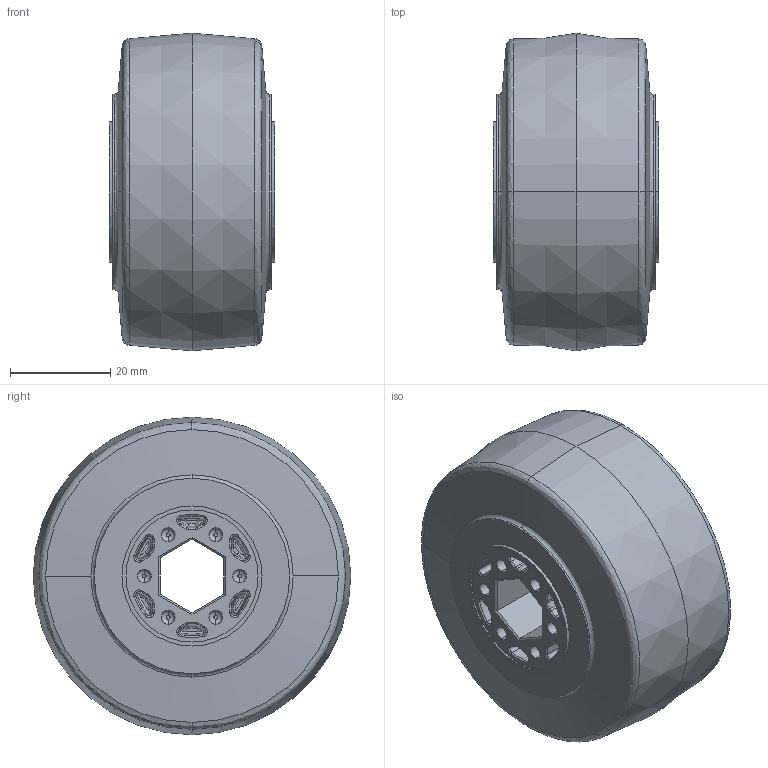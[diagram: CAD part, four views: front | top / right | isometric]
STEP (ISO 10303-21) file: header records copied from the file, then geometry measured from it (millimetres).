
FILE_DESCRIPTION (( 'STEP AP203' ), '1' );
FILE_NAME ('217-4046-STEP-20141030.STEP', '2014-10-30T21:08:55', ( 'IFMI-VEX04' ), ( '' ), 'SwSTEP 2.0', 'SolidWorks 2014', '' );
FILE_SCHEMA (( 'CONFIG_CONTROL_DESIGN' ));
Length unit declared in the file: millimetre
Products named in the file (1): 217-4046-STEP-20141030
Bounding box: 33.1 x 63.5 x 63.5 mm (x, y, z)
Volume: 84168.5 mm3; surface area: 16126.5 mm2
Topology: 1 solids, 1 shells, 379 faces, 873 edges, 516 vertices
Faces by surface type: bspline 164, cylinder 76, plane 72, cone 43, torus 24
Entity records: 17818 total; most frequent: CARTESIAN_POINT 10257, ORIENTED_EDGE 1730, DIRECTION 1284, EDGE_CURVE 865, VERTEX_POINT 516, AXIS2_PLACEMENT_3D 506, EDGE_LOOP 409, ADVANCED_FACE 379
